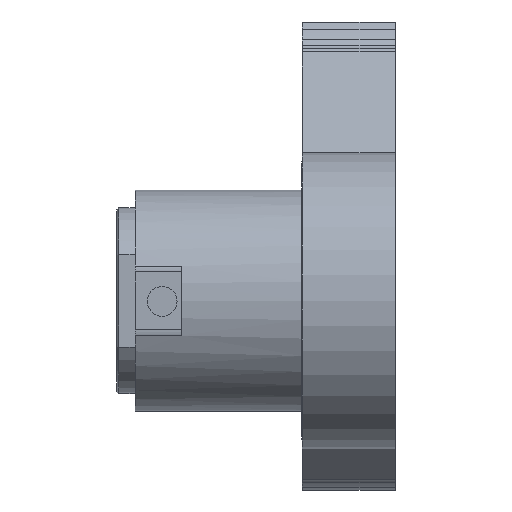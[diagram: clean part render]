
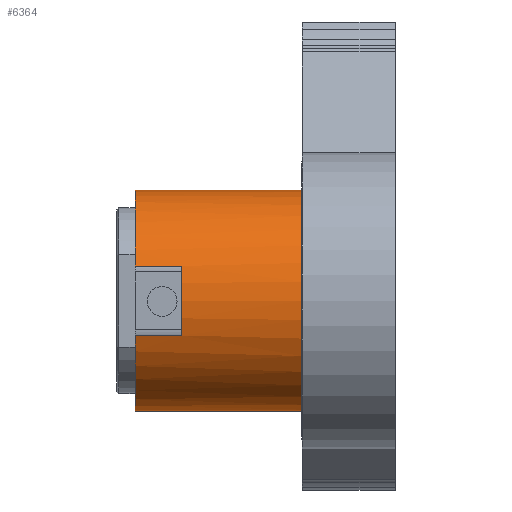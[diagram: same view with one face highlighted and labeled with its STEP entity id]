
A CAD part, front view. The second image highlights one B-rep face of the part: STEP entity #6364.
In plain terms, the highlighted cylindrical face has radius 11.9 mm (diameter 23.8 mm), a partial arc.
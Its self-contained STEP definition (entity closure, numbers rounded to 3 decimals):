
#9 = LINE ( 'NONE', #65, #1945 ) ;
#65 = CARTESIAN_POINT ( 'NONE',  ( -20., -11.298, 3.738 ) ) ;
#115 = CARTESIAN_POINT ( 'NONE',  ( -13., -11.298, -3.738 ) ) ;
#240 = VERTEX_POINT ( 'NONE', #2845 ) ;
#373 = AXIS2_PLACEMENT_3D ( 'NONE', #2870, #6478, #5412 ) ;
#376 = EDGE_CURVE ( 'NONE', #6083, #240, #3215, .T. ) ;
#380 = VERTEX_POINT ( 'NONE', #5311 ) ;
#453 = EDGE_CURVE ( 'NONE', #894, #380, #9, .T. ) ;
#486 = DIRECTION ( 'NONE',  ( 0., 0., -1. ) ) ;
#516 = DIRECTION ( 'NONE',  ( 1., 0., 0. ) ) ;
#701 = DIRECTION ( 'NONE',  ( -1., 0., 0. ) ) ;
#771 = DIRECTION ( 'NONE',  ( -1., 0., 0. ) ) ;
#883 = AXIS2_PLACEMENT_3D ( 'NONE', #5538, #701, #1321 ) ;
#894 = VERTEX_POINT ( 'NONE', #1065 ) ;
#1025 = VECTOR ( 'NONE', #516, 1000. ) ;
#1065 = CARTESIAN_POINT ( 'NONE',  ( -18., -11.298, 3.738 ) ) ;
#1096 = CYLINDRICAL_SURFACE ( 'NONE', #3220, 11.9 ) ;
#1127 = DIRECTION ( 'NONE',  ( 1., 0., 0. ) ) ;
#1231 = VERTEX_POINT ( 'NONE', #3139 ) ;
#1321 = DIRECTION ( 'NONE',  ( 0., 0., 1. ) ) ;
#1392 = DIRECTION ( 'NONE',  ( -1., 0., 0. ) ) ;
#1698 = ORIENTED_EDGE ( 'NONE', *, *, #5092, .T. ) ;
#1945 = VECTOR ( 'NONE', #2156, 1000. ) ;
#2006 = EDGE_CURVE ( 'NONE', #380, #5870, #4691, .T. ) ;
#2086 = CARTESIAN_POINT ( 'NONE',  ( -20., 0., 0. ) ) ;
#2108 = VECTOR ( 'NONE', #771, 1000. ) ;
#2156 = DIRECTION ( 'NONE',  ( 1., 0., 0. ) ) ;
#2441 = VERTEX_POINT ( 'NONE', #2959 ) ;
#2511 = EDGE_CURVE ( 'NONE', #1231, #240, #3717, .T. ) ;
#2563 = CIRCLE ( 'NONE', #373, 11.9 ) ;
#2601 = CARTESIAN_POINT ( 'NONE',  ( -20., 0., 11.9 ) ) ;
#2666 = FACE_OUTER_BOUND ( 'NONE', #4503, .T. ) ;
#2721 = VECTOR ( 'NONE', #6289, 1000. ) ;
#2845 = CARTESIAN_POINT ( 'NONE',  ( -0.1, 0., 11.9 ) ) ;
#2870 = CARTESIAN_POINT ( 'NONE',  ( -18., 0., 0. ) ) ;
#2959 = CARTESIAN_POINT ( 'NONE',  ( -18., -11.298, -3.738 ) ) ;
#3139 = CARTESIAN_POINT ( 'NONE',  ( -0.1, 0., -11.9 ) ) ;
#3215 = LINE ( 'NONE', #2601, #2721 ) ;
#3220 = AXIS2_PLACEMENT_3D ( 'NONE', #2086, #1127, #486 ) ;
#3253 = EDGE_CURVE ( 'NONE', #5870, #2441, #6609, .T. ) ;
#3406 = DIRECTION ( 'NONE',  ( 0., 0., 1. ) ) ;
#3460 = CARTESIAN_POINT ( 'NONE',  ( -18., 0., -11.9 ) ) ;
#3717 = CIRCLE ( 'NONE', #6460, 11.9 ) ;
#3756 = EDGE_CURVE ( 'NONE', #894, #6083, #3850, .T. ) ;
#3783 = CARTESIAN_POINT ( 'NONE',  ( -13., 0., 0. ) ) ;
#3850 = CIRCLE ( 'NONE', #883, 11.9 ) ;
#4067 = ORIENTED_EDGE ( 'NONE', *, *, #3756, .F. ) ;
#4452 = ORIENTED_EDGE ( 'NONE', *, *, #453, .T. ) ;
#4503 = EDGE_LOOP ( 'NONE', ( #5391, #4067, #4452, #4522, #5318, #5199, #1698, #5446 ) ) ;
#4522 = ORIENTED_EDGE ( 'NONE', *, *, #2006, .T. ) ;
#4586 = VERTEX_POINT ( 'NONE', #3460 ) ;
#4691 = CIRCLE ( 'NONE', #5570, 11.9 ) ;
#4966 = DIRECTION ( 'NONE',  ( 0., 0., -1. ) ) ;
#5092 = EDGE_CURVE ( 'NONE', #4586, #1231, #5235, .T. ) ;
#5199 = ORIENTED_EDGE ( 'NONE', *, *, #6067, .F. ) ;
#5208 = CARTESIAN_POINT ( 'NONE',  ( -20., 0., -11.9 ) ) ;
#5235 = LINE ( 'NONE', #5208, #1025 ) ;
#5311 = CARTESIAN_POINT ( 'NONE',  ( -13., -11.298, 3.738 ) ) ;
#5318 = ORIENTED_EDGE ( 'NONE', *, *, #3253, .T. ) ;
#5391 = ORIENTED_EDGE ( 'NONE', *, *, #376, .F. ) ;
#5412 = DIRECTION ( 'NONE',  ( 0., 0., 1. ) ) ;
#5446 = ORIENTED_EDGE ( 'NONE', *, *, #2511, .T. ) ;
#5538 = CARTESIAN_POINT ( 'NONE',  ( -18., 0., 0. ) ) ;
#5570 = AXIS2_PLACEMENT_3D ( 'NONE', #3783, #5905, #4966 ) ;
#5870 = VERTEX_POINT ( 'NONE', #115 ) ;
#5905 = DIRECTION ( 'NONE',  ( 1., 0., 0. ) ) ;
#6033 = CARTESIAN_POINT ( 'NONE',  ( -18., 0., 11.9 ) ) ;
#6067 = EDGE_CURVE ( 'NONE', #4586, #2441, #2563, .T. ) ;
#6083 = VERTEX_POINT ( 'NONE', #6033 ) ;
#6289 = DIRECTION ( 'NONE',  ( 1., 0., 0. ) ) ;
#6364 = ADVANCED_FACE ( 'NONE', ( #2666 ), #1096, .T. ) ;
#6460 = AXIS2_PLACEMENT_3D ( 'NONE', #6606, #1392, #3406 ) ;
#6478 = DIRECTION ( 'NONE',  ( -1., 0., 0. ) ) ;
#6575 = CARTESIAN_POINT ( 'NONE',  ( -20., -11.298, -3.738 ) ) ;
#6606 = CARTESIAN_POINT ( 'NONE',  ( -0.1, 0., 0. ) ) ;
#6609 = LINE ( 'NONE', #6575, #2108 ) ;
